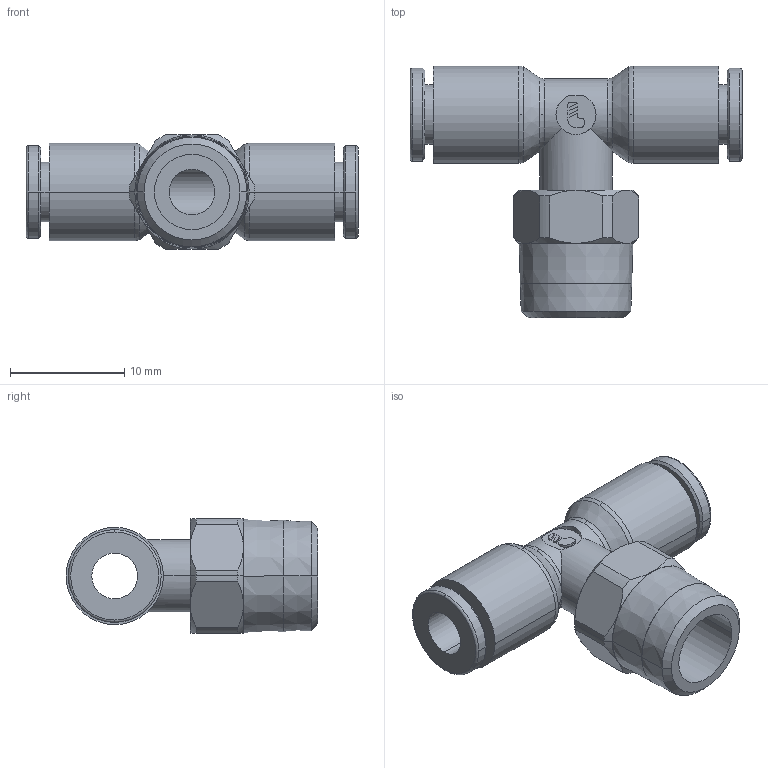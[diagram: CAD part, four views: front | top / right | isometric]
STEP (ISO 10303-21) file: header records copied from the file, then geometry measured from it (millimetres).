
FILE_DESCRIPTION(('STEP AP214'),'1');
FILE_NAME('3108_04_10.stp','2016-07-07T14:15:51',('TraceParts'),('TraceParts S.A.'),'Spatial InterOp 3D',' ',' ');
FILE_SCHEMA(('automotive_design'));
Length unit declared in the file: millimetre
Products named in the file (1): 1
Bounding box: 29 x 22 x 10 mm (x, y, z)
Volume: 1680.2 mm3; surface area: 2067 mm2
Topology: 1 solids, 1 shells, 122 faces, 304 edges, 195 vertices
Faces by surface type: cylinder 42, plane 36, cone 30, torus 14
Entity records: 3975 total; most frequent: CARTESIAN_POINT 1002, DIRECTION 664, ORIENTED_EDGE 608, EDGE_CURVE 304, AXIS2_PLACEMENT_3D 279, VERTEX_POINT 195, CIRCLE 152, EDGE_LOOP 137
